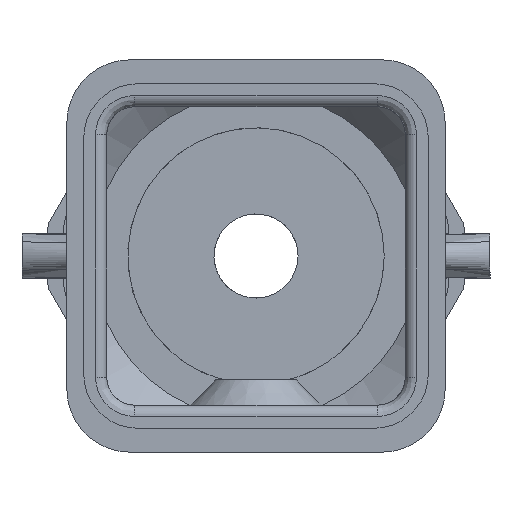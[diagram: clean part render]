
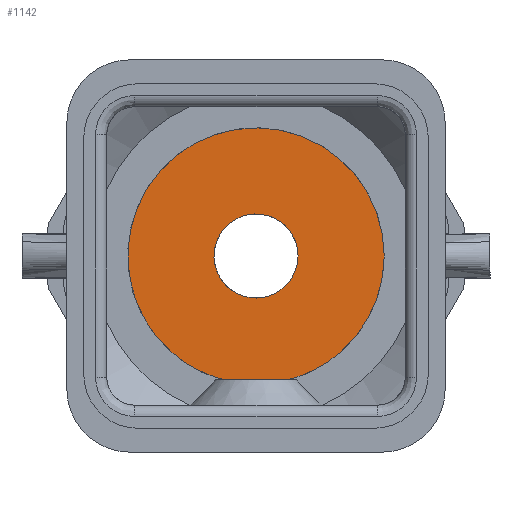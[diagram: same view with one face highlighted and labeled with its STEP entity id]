
A CAD part, front view. The second image highlights one B-rep face of the part: STEP entity #1142.
In plain terms, the highlighted planar face has unit normal (0, -1, 0).
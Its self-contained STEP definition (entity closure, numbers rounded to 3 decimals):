
#1142=ADVANCED_FACE('',(#1448,#1449),#1326,.F.);
#1326=PLANE('',#5673);
#1391=B_SPLINE_CURVE_WITH_KNOTS('',3,(#8300,#8301,#8302,#8303,#8304,#8305,
#8306,#8307,#8308,#8309,#8310,#8311,#8312,#8313,#8314,#8315,#8316,#8317,
#8318,#8319,#8320,#8321,#8322,#8323,#8324),.UNSPECIFIED.,.T.,.F.,(1,3,3,
3,3,3,3,3,3,3,1),(-0.125,0.,0.125,0.25,0.375,0.5,0.625,0.75,0.875,1.,1.125),
 .UNSPECIFIED.);
#1448=FACE_BOUND('',#1635,.T.);
#1449=FACE_BOUND('',#1636,.T.);
#1635=EDGE_LOOP('',(#2431));
#1636=EDGE_LOOP('',(#2432));
#1773=CIRCLE('',#5672,9.15);
#2431=ORIENTED_EDGE('',*,*,#3639,.T.);
#2432=ORIENTED_EDGE('',*,*,#3640,.F.);
#3172=VERTEX_POINT('',#8325);
#3173=VERTEX_POINT('',#8328);
#3639=EDGE_CURVE('',#3172,#3172,#1391,.T.);
#3640=EDGE_CURVE('',#3173,#3173,#1773,.T.);
#5672=AXIS2_PLACEMENT_3D('',#8327,#6462,#6463);
#5673=AXIS2_PLACEMENT_3D('',#8329,#6464,#6465);
#6462=DIRECTION('',(0.,1.,0.));
#6463=DIRECTION('',(1.,0.,0.));
#6464=DIRECTION('',(0.,1.,0.));
#6465=DIRECTION('',(1.,0.,0.));
#8300=CARTESIAN_POINT('',(3.,48.3,0.));
#8301=CARTESIAN_POINT('',(3.,48.3,-0.796));
#8302=CARTESIAN_POINT('',(2.677,48.3,-1.565));
#8303=CARTESIAN_POINT('',(2.121,48.3,-2.121));
#8304=CARTESIAN_POINT('',(1.565,48.3,-2.678));
#8305=CARTESIAN_POINT('',(0.786,48.3,-3.));
#8306=CARTESIAN_POINT('',(0.,48.3,-3.));
#8307=CARTESIAN_POINT('',(-0.786,48.3,-3.));
#8308=CARTESIAN_POINT('',(-1.565,48.3,-2.677));
#8309=CARTESIAN_POINT('',(-2.121,48.3,-2.121));
#8310=CARTESIAN_POINT('',(-2.678,48.3,-1.565));
#8311=CARTESIAN_POINT('',(-3.,48.3,-0.786));
#8312=CARTESIAN_POINT('',(-3.,48.3,0.));
#8313=CARTESIAN_POINT('',(-3.,48.3,0.786));
#8314=CARTESIAN_POINT('',(-2.677,48.3,1.565));
#8315=CARTESIAN_POINT('',(-2.121,48.3,2.121));
#8316=CARTESIAN_POINT('',(-1.565,48.3,2.678));
#8317=CARTESIAN_POINT('',(-0.786,48.3,3.));
#8318=CARTESIAN_POINT('',(0.,48.3,3.));
#8319=CARTESIAN_POINT('',(0.786,48.3,3.));
#8320=CARTESIAN_POINT('',(1.565,48.3,2.677));
#8321=CARTESIAN_POINT('',(2.121,48.3,2.121));
#8322=CARTESIAN_POINT('',(2.678,48.3,1.565));
#8323=CARTESIAN_POINT('',(3.,48.3,0.787));
#8324=CARTESIAN_POINT('',(3.,48.3,0.));
#8325=CARTESIAN_POINT('',(3.,48.3,0.));
#8327=CARTESIAN_POINT('',(0.,48.3,0.));
#8328=CARTESIAN_POINT('',(9.15,48.3,0.));
#8329=CARTESIAN_POINT('',(-10.065,48.3,10.065));
